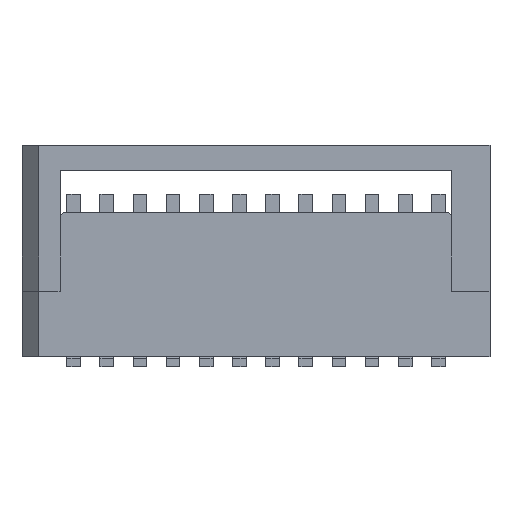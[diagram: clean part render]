
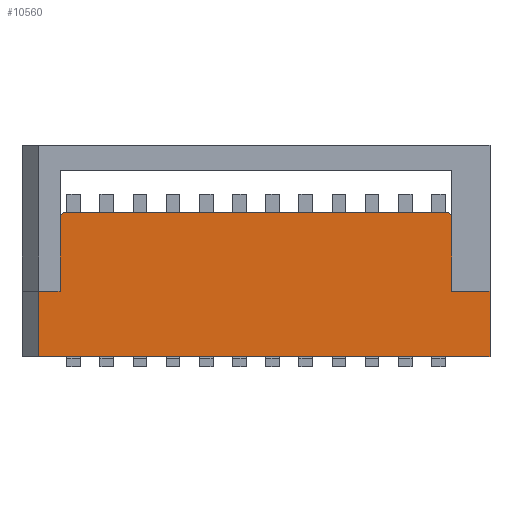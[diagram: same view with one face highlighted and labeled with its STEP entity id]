
A CAD part, left-side view. The second image highlights one B-rep face of the part: STEP entity #10560.
In plain terms, the highlighted face is planar.
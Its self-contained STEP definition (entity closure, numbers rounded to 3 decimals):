
#2583=ORIENTED_EDGE('',*,*,#4550,.F.);
#2584=ORIENTED_EDGE('',*,*,#4387,.T.);
#2585=ORIENTED_EDGE('',*,*,#4600,.T.);
#2586=ORIENTED_EDGE('',*,*,#4601,.T.);
#2587=ORIENTED_EDGE('',*,*,#4535,.T.);
#2588=ORIENTED_EDGE('',*,*,#4532,.T.);
#2589=ORIENTED_EDGE('',*,*,#4390,.T.);
#2590=ORIENTED_EDGE('',*,*,#4602,.T.);
#2591=ORIENTED_EDGE('',*,*,#4394,.F.);
#2592=ORIENTED_EDGE('',*,*,#4547,.F.);
#4387=EDGE_CURVE('',#5619,#5621,#6695,.T.);
#4390=EDGE_CURVE('',#5625,#5624,#6698,.T.);
#4394=EDGE_CURVE('',#5628,#5629,#6702,.T.);
#4532=EDGE_CURVE('',#5726,#5625,#6824,.T.);
#4535=EDGE_CURVE('',#5728,#5726,#6827,.T.);
#4547=EDGE_CURVE('',#5735,#5628,#6839,.T.);
#4550=EDGE_CURVE('',#5619,#5735,#6842,.T.);
#4600=EDGE_CURVE('',#5621,#5762,#6892,.T.);
#4601=EDGE_CURVE('',#5762,#5728,#6893,.T.);
#4602=EDGE_CURVE('',#5624,#5629,#6894,.T.);
#5619=VERTEX_POINT('',#17760);
#5621=VERTEX_POINT('',#17764);
#5624=VERTEX_POINT('',#17771);
#5625=VERTEX_POINT('',#17773);
#5628=VERTEX_POINT('',#17780);
#5629=VERTEX_POINT('',#17782);
#5726=VERTEX_POINT('',#18055);
#5728=VERTEX_POINT('',#18061);
#5735=VERTEX_POINT('',#18083);
#5762=VERTEX_POINT('',#18186);
#6695=LINE('',#17765,#7880);
#6698=LINE('',#17772,#7883);
#6702=LINE('',#17781,#7887);
#6824=LINE('',#18054,#8009);
#6827=LINE('',#18060,#8012);
#6839=LINE('',#18082,#8024);
#6842=LINE('',#18088,#8027);
#6892=LINE('',#18185,#8077);
#6893=LINE('',#18187,#8078);
#6894=LINE('',#18188,#8079);
#7880=VECTOR('',#13976,1000.);
#7883=VECTOR('',#13981,1000.);
#7887=VECTOR('',#13987,1000.);
#8009=VECTOR('',#14217,1000.);
#8012=VECTOR('',#14222,1000.);
#8024=VECTOR('',#14240,1000.);
#8027=VECTOR('',#14245,1000.);
#8077=VECTOR('',#14339,1000.);
#8078=VECTOR('',#14340,1000.);
#8079=VECTOR('',#14341,1000.);
#8852=EDGE_LOOP('',(#2583,#2584,#2585,#2586,#2587,#2588,#2589,#2590,#2591,
#2592));
#9488=FACE_BOUND('',#8852,.T.);
#10037=PLANE('',#12210);
#10560=ADVANCED_FACE('',(#9488),#10037,.T.);
#12210=AXIS2_PLACEMENT_3D('',#18184,#14337,#14338);
#13976=DIRECTION('',(0.,0.,-1.));
#13981=DIRECTION('',(-0.707,0.,0.707));
#13987=DIRECTION('',(0.707,0.,0.707));
#14217=DIRECTION('',(0.,0.,1.));
#14222=DIRECTION('',(-1.,0.,0.));
#14240=DIRECTION('',(0.,0.,1.));
#14245=DIRECTION('',(1.,0.,0.));
#14337=DIRECTION('',(0.,-1.,0.));
#14338=DIRECTION('',(0.,0.,-1.));
#14339=DIRECTION('',(1.,0.,0.));
#14340=DIRECTION('',(0.,0.,1.));
#14341=DIRECTION('',(-1.,0.,0.));
#17760=CARTESIAN_POINT('',(-6.485,-6.75,1.95));
#17764=CARTESIAN_POINT('',(-6.485,-6.75,0.));
#17765=CARTESIAN_POINT('',(-6.485,-6.75,0.));
#17771=CARTESIAN_POINT('',(5.75,-6.75,4.3));
#17772=CARTESIAN_POINT('',(5.025,-6.75,5.025));
#17773=CARTESIAN_POINT('',(5.85,-6.75,4.2));
#17780=CARTESIAN_POINT('',(-5.85,-6.75,4.2));
#17781=CARTESIAN_POINT('',(-5.025,-6.75,5.025));
#17782=CARTESIAN_POINT('',(-5.75,-6.75,4.3));
#18054=CARTESIAN_POINT('',(5.85,-6.75,1.95));
#18055=CARTESIAN_POINT('',(5.85,-6.75,1.95));
#18060=CARTESIAN_POINT('',(6.985,-6.75,1.95));
#18061=CARTESIAN_POINT('',(6.985,-6.75,1.95));
#18082=CARTESIAN_POINT('',(-5.85,-6.75,1.95));
#18083=CARTESIAN_POINT('',(-5.85,-6.75,1.95));
#18088=CARTESIAN_POINT('',(-6.985,-6.75,1.95));
#18184=CARTESIAN_POINT('',(0.,-6.75,0.));
#18185=CARTESIAN_POINT('',(-6.985,-6.75,0.));
#18186=CARTESIAN_POINT('',(6.985,-6.75,0.));
#18187=CARTESIAN_POINT('',(6.985,-6.75,0.));
#18188=CARTESIAN_POINT('',(6.985,-6.75,4.3));
